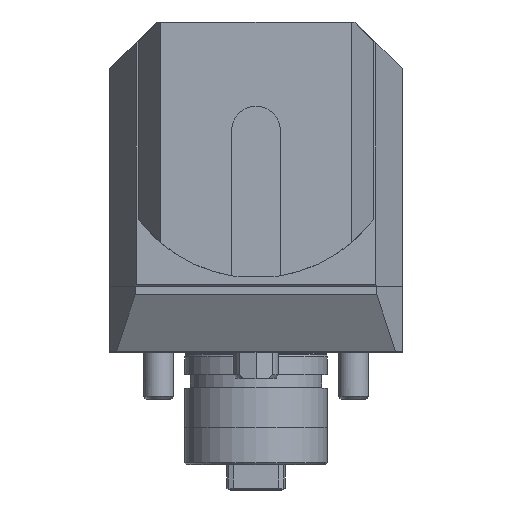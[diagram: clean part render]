
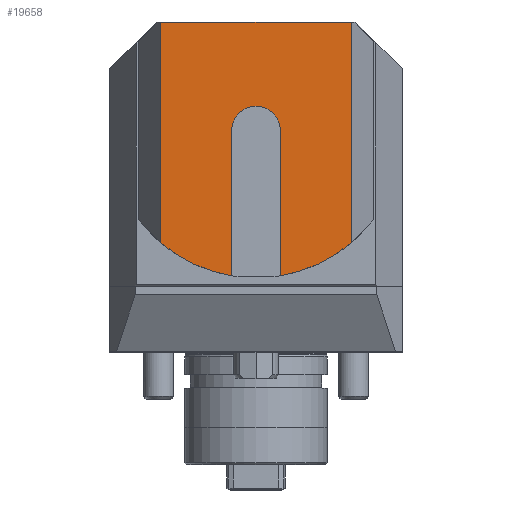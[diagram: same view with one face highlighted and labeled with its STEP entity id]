
A CAD part, top view. The second image highlights one B-rep face of the part: STEP entity #19658.
In plain terms, the highlighted planar face has unit normal (0, 0, 1).
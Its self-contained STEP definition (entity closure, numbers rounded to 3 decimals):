
#408 = VECTOR ( 'NONE', #13049, 1000. ) ;
#761 = DIRECTION ( 'NONE',  ( 0., 0., 1. ) ) ;
#881 = CARTESIAN_POINT ( 'NONE',  ( 7.096, 13.292, 96.5 ) ) ;
#1212 = CIRCLE ( 'NONE', #7791, 39.25 ) ;
#1798 = ORIENTED_EDGE ( 'NONE', *, *, #10764, .F. ) ;
#2166 = EDGE_CURVE ( 'NONE', #12352, #18010, #9940, .T. ) ;
#2211 = VERTEX_POINT ( 'NONE', #8800 ) ;
#2739 = CARTESIAN_POINT ( 'NONE',  ( 26.072, 81., 96.5 ) ) ;
#2885 = DIRECTION ( 'NONE',  ( 0., 0., 1. ) ) ;
#2965 = ORIENTED_EDGE ( 'NONE', *, *, #6985, .T. ) ;
#2996 = DIRECTION ( 'NONE',  ( -1., 0., 0. ) ) ;
#3281 = ORIENTED_EDGE ( 'NONE', *, *, #2166, .T. ) ;
#3291 = EDGE_CURVE ( 'NONE', #5940, #2211, #14924, .T. ) ;
#3430 = ORIENTED_EDGE ( 'NONE', *, *, #3291, .T. ) ;
#3478 = DIRECTION ( 'NONE',  ( 0., -1., 0. ) ) ;
#3917 = EDGE_CURVE ( 'NONE', #2211, #14173, #9324, .T. ) ;
#5411 = CARTESIAN_POINT ( 'NONE',  ( 0.596, 81., 96.5 ) ) ;
#5940 = VERTEX_POINT ( 'NONE', #2739 ) ;
#6543 = CARTESIAN_POINT ( 'NONE',  ( 0.596, 52., 96.5 ) ) ;
#6642 = ORIENTED_EDGE ( 'NONE', *, *, #24623, .F. ) ;
#6803 = EDGE_CURVE ( 'NONE', #14173, #19355, #1212, .T. ) ;
#6985 = EDGE_CURVE ( 'NONE', #18010, #5940, #24858, .T. ) ;
#6994 = DIRECTION ( 'NONE',  ( 0., 1., 0. ) ) ;
#7791 = AXIS2_PLACEMENT_3D ( 'NONE', #18973, #17178, #22803 ) ;
#8623 = LINE ( 'NONE', #8866, #22361 ) ;
#8733 = DIRECTION ( 'NONE',  ( 0., -1., 0. ) ) ;
#8800 = CARTESIAN_POINT ( 'NONE',  ( -24.881, 81., 96.5 ) ) ;
#8866 = CARTESIAN_POINT ( 'NONE',  ( 7.096, 52., 96.5 ) ) ;
#9324 = LINE ( 'NONE', #20847, #16320 ) ;
#9926 = AXIS2_PLACEMENT_3D ( 'NONE', #15065, #2885, #22862 ) ;
#9940 = CIRCLE ( 'NONE', #9926, 39.25 ) ;
#10154 = CARTESIAN_POINT ( 'NONE',  ( -5.904, 52., 96.5 ) ) ;
#10292 = ORIENTED_EDGE ( 'NONE', *, *, #6803, .T. ) ;
#10764 = EDGE_CURVE ( 'NONE', #19855, #21364, #15000, .T. ) ;
#11443 = PLANE ( 'NONE',  #17166 ) ;
#12352 = VERTEX_POINT ( 'NONE', #881 ) ;
#12702 = CARTESIAN_POINT ( 'NONE',  ( 26.072, 22.142, 96.5 ) ) ;
#13004 = CARTESIAN_POINT ( 'NONE',  ( 0.596, 52., 96.5 ) ) ;
#13049 = DIRECTION ( 'NONE',  ( 0., -1., 0. ) ) ;
#13257 = FACE_OUTER_BOUND ( 'NONE', #17452, .T. ) ;
#14173 = VERTEX_POINT ( 'NONE', #16828 ) ;
#14351 = VECTOR ( 'NONE', #6994, 1000. ) ;
#14924 = LINE ( 'NONE', #5411, #20165 ) ;
#14954 = CARTESIAN_POINT ( 'NONE',  ( 26.072, 52., 96.5 ) ) ;
#15000 = CIRCLE ( 'NONE', #15434, 6.5 ) ;
#15065 = CARTESIAN_POINT ( 'NONE',  ( 0.596, 52., 96.5 ) ) ;
#15434 = AXIS2_PLACEMENT_3D ( 'NONE', #6543, #761, #8733 ) ;
#15462 = CARTESIAN_POINT ( 'NONE',  ( -5.904, 13.292, 96.5 ) ) ;
#16320 = VECTOR ( 'NONE', #17154, 1000. ) ;
#16459 = DIRECTION ( 'NONE',  ( 0., 1., 0. ) ) ;
#16676 = ORIENTED_EDGE ( 'NONE', *, *, #3917, .T. ) ;
#16828 = CARTESIAN_POINT ( 'NONE',  ( -24.881, 22.142, 96.5 ) ) ;
#17147 = CARTESIAN_POINT ( 'NONE',  ( -5.904, 52., 96.5 ) ) ;
#17154 = DIRECTION ( 'NONE',  ( 0., -1., 0. ) ) ;
#17166 = AXIS2_PLACEMENT_3D ( 'NONE', #13004, #21055, #3478 ) ;
#17178 = DIRECTION ( 'NONE',  ( 0., 0., 1. ) ) ;
#17452 = EDGE_LOOP ( 'NONE', ( #3281, #2965, #3430, #16676, #10292, #6642, #1798, #25131 ) ) ;
#18010 = VERTEX_POINT ( 'NONE', #12702 ) ;
#18973 = CARTESIAN_POINT ( 'NONE',  ( 0.596, 52., 96.5 ) ) ;
#19355 = VERTEX_POINT ( 'NONE', #15462 ) ;
#19658 = ADVANCED_FACE ( 'Defeature completata1_173', ( #13257 ), #11443, .T. ) ;
#19855 = VERTEX_POINT ( 'NONE', #20749 ) ;
#20165 = VECTOR ( 'NONE', #2996, 1000. ) ;
#20749 = CARTESIAN_POINT ( 'NONE',  ( 7.096, 52., 96.5 ) ) ;
#20847 = CARTESIAN_POINT ( 'NONE',  ( -24.881, 52., 96.5 ) ) ;
#21055 = DIRECTION ( 'NONE',  ( 0., 0., 1. ) ) ;
#21364 = VERTEX_POINT ( 'NONE', #10154 ) ;
#21423 = EDGE_CURVE ( 'NONE', #12352, #19855, #8623, .T. ) ;
#22361 = VECTOR ( 'NONE', #16459, 1000. ) ;
#22803 = DIRECTION ( 'NONE',  ( 0., -1., 0. ) ) ;
#22862 = DIRECTION ( 'NONE',  ( 0., -1., 0. ) ) ;
#22887 = LINE ( 'NONE', #17147, #408 ) ;
#24623 = EDGE_CURVE ( 'NONE', #21364, #19355, #22887, .T. ) ;
#24858 = LINE ( 'NONE', #14954, #14351 ) ;
#25131 = ORIENTED_EDGE ( 'NONE', *, *, #21423, .F. ) ;
